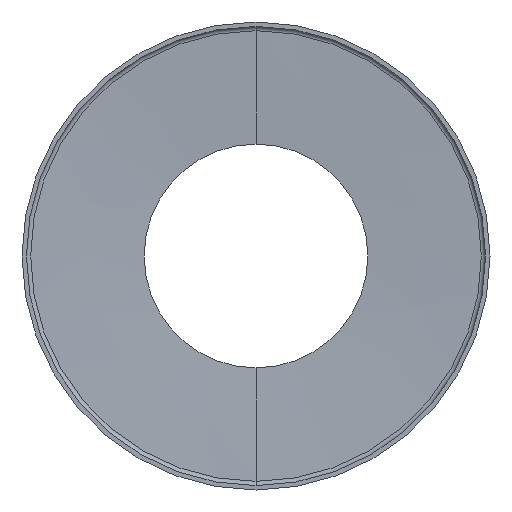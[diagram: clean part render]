
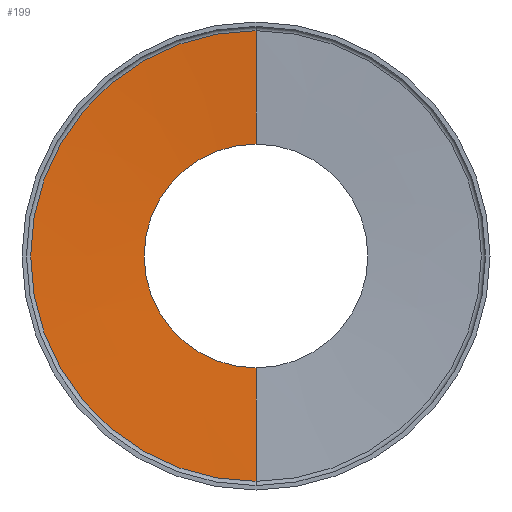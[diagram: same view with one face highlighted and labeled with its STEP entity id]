
A CAD part, front view. The second image highlights one B-rep face of the part: STEP entity #199.
In plain terms, the highlighted conical face has half-angle 87 degrees and reference radius 50.552 mm.
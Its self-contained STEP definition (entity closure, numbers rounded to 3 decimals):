
#9 = CARTESIAN_POINT ( 'NONE',  ( 0., 17.001, 0. ) ) ;
#14 = CIRCLE ( 'NONE', #364, 50.552 ) ;
#25 = VERTEX_POINT ( 'NONE', #188 ) ;
#29 = LINE ( 'NONE', #424, #246 ) ;
#37 = CARTESIAN_POINT ( 'NONE',  ( 0., 18.335, -25.1 ) ) ;
#39 = VERTEX_POINT ( 'NONE', #236 ) ;
#62 = ORIENTED_EDGE ( 'NONE', *, *, #108, .T. ) ;
#77 = CONICAL_SURFACE ( 'NONE', #115, 50.552, 1.518 ) ;
#91 = LINE ( 'NONE', #463, #433 ) ;
#104 = FACE_OUTER_BOUND ( 'NONE', #145, .T. ) ;
#107 = DIRECTION ( 'NONE',  ( 0., -1., 0. ) ) ;
#108 = EDGE_CURVE ( 'NONE', #326, #39, #14, .T. ) ;
#115 = AXIS2_PLACEMENT_3D ( 'NONE', #437, #333, #266 ) ;
#141 = AXIS2_PLACEMENT_3D ( 'NONE', #384, #208, #419 ) ;
#145 = EDGE_LOOP ( 'NONE', ( #198, #273, #62, #267 ) ) ;
#188 = CARTESIAN_POINT ( 'NONE',  ( 0., 18.335, 25.1 ) ) ;
#198 = ORIENTED_EDGE ( 'NONE', *, *, #275, .F. ) ;
#199 = ADVANCED_FACE ( 'NONE', ( #104 ), #77, .F. ) ;
#208 = DIRECTION ( 'NONE',  ( 0., -1., 0. ) ) ;
#212 = DIRECTION ( 'NONE',  ( 0., -0.052, 0.999 ) ) ;
#220 = VERTEX_POINT ( 'NONE', #37 ) ;
#236 = CARTESIAN_POINT ( 'NONE',  ( 0., 17.001, -50.552 ) ) ;
#244 = EDGE_CURVE ( 'NONE', #220, #39, #29, .T. ) ;
#246 = VECTOR ( 'NONE', #249, 1000. ) ;
#249 = DIRECTION ( 'NONE',  ( 0., -0.052, -0.999 ) ) ;
#266 = DIRECTION ( 'NONE',  ( 0., 0., -1. ) ) ;
#267 = ORIENTED_EDGE ( 'NONE', *, *, #244, .F. ) ;
#273 = ORIENTED_EDGE ( 'NONE', *, *, #306, .T. ) ;
#275 = EDGE_CURVE ( 'NONE', #25, #220, #277, .T. ) ;
#277 = CIRCLE ( 'NONE', #141, 25.1 ) ;
#306 = EDGE_CURVE ( 'NONE', #25, #326, #91, .T. ) ;
#326 = VERTEX_POINT ( 'NONE', #346 ) ;
#333 = DIRECTION ( 'NONE',  ( 0., -1., 0. ) ) ;
#346 = CARTESIAN_POINT ( 'NONE',  ( 0., 17.001, 50.552 ) ) ;
#364 = AXIS2_PLACEMENT_3D ( 'NONE', #9, #107, #371 ) ;
#371 = DIRECTION ( 'NONE',  ( 0., 0., -1. ) ) ;
#384 = CARTESIAN_POINT ( 'NONE',  ( 0., 18.335, 0. ) ) ;
#419 = DIRECTION ( 'NONE',  ( 0., 0., -1. ) ) ;
#424 = CARTESIAN_POINT ( 'NONE',  ( 0., 17.001, -50.552 ) ) ;
#433 = VECTOR ( 'NONE', #212, 1000. ) ;
#437 = CARTESIAN_POINT ( 'NONE',  ( 0., 17.001, 0. ) ) ;
#463 = CARTESIAN_POINT ( 'NONE',  ( 0., 17.001, 50.552 ) ) ;
